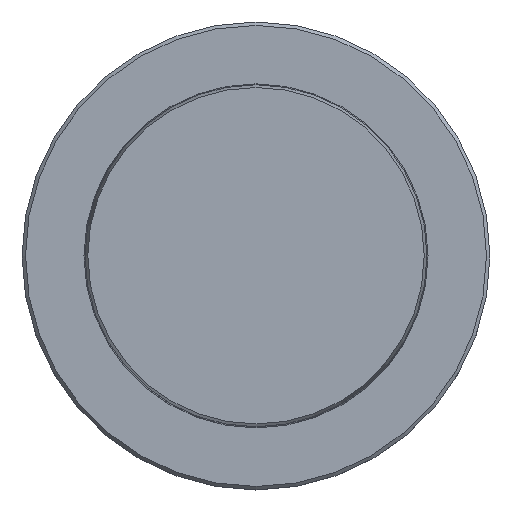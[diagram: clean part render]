
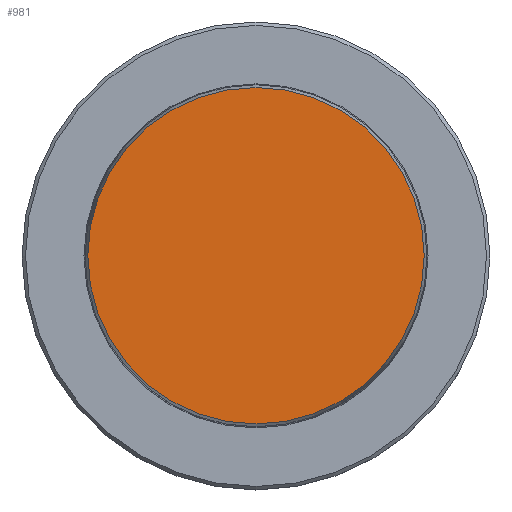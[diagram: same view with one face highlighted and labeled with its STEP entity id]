
A CAD part, top view. The second image highlights one B-rep face of the part: STEP entity #981.
In plain terms, the highlighted planar face has unit normal (0, 0, 1).
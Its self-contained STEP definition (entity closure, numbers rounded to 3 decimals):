
#202=PLANE('',#4979);
#981=ADVANCED_FACE('CU_VLE_SU_1',(#1314),#202,.T.);
#1314=FACE_OUTER_BOUND('',#1551,.T.);
#1551=EDGE_LOOP('',(#2268));
#1980=CIRCLE('',#4978,24.446);
#2268=ORIENTED_EDGE('',*,*,#4030,.T.);
#3547=VERTEX_POINT('',#7207);
#4030=EDGE_CURVE('',#3547,#3547,#1980,.T.);
#4978=AXIS2_PLACEMENT_3D('',#7206,#5595,#5596);
#4979=AXIS2_PLACEMENT_3D('',#7208,#5597,#5598);
#5595=DIRECTION('',(0.,0.,1.));
#5596=DIRECTION('',(1.,0.,0.));
#5597=DIRECTION('',(0.,0.,1.));
#5598=DIRECTION('',(1.,0.,0.));
#7206=CARTESIAN_POINT('',(0.,0.,18.));
#7207=CARTESIAN_POINT('',(24.446,0.,18.));
#7208=CARTESIAN_POINT('',(0.,0.,18.));
